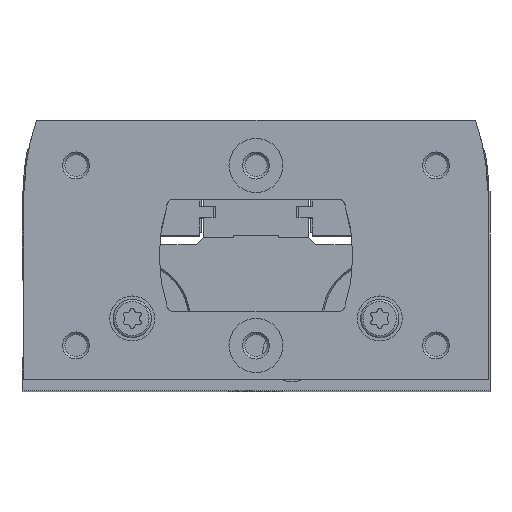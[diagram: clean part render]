
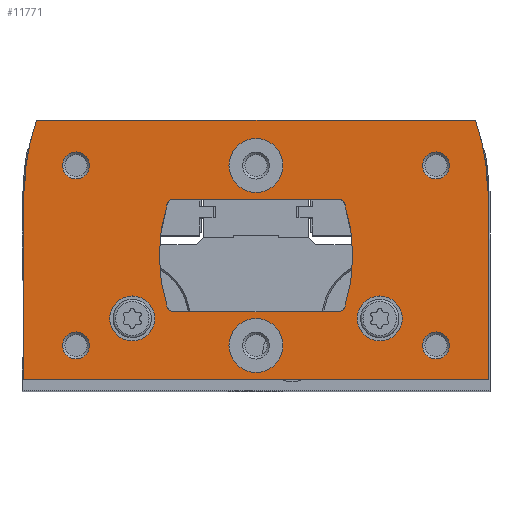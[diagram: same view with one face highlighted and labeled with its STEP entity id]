
A CAD part, top view. The second image highlights one B-rep face of the part: STEP entity #11771.
In plain terms, the highlighted planar face has unit normal (0, 0, 1).
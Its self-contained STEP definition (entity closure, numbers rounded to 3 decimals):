
#515=LINE('',#18207,#1261);
#520=LINE('',#18217,#1266);
#539=LINE('',#18266,#1285);
#545=LINE('',#18278,#1291);
#559=LINE('',#18349,#1305);
#561=LINE('',#18352,#1307);
#562=LINE('',#18386,#1308);
#563=LINE('',#18406,#1309);
#1261=VECTOR('',#14840,1000.);
#1266=VECTOR('',#14847,1000.);
#1285=VECTOR('',#14884,1000.);
#1291=VECTOR('',#14894,1000.);
#1305=VECTOR('',#14946,1000.);
#1307=VECTOR('',#14950,1000.);
#1308=VECTOR('',#14985,1000.);
#1309=VECTOR('',#15006,1000.);
#1752=PLANE('',#12711);
#3181=ORIENTED_EDGE('',*,*,#5445,.F.);
#3182=ORIENTED_EDGE('',*,*,#5446,.F.);
#3183=ORIENTED_EDGE('',*,*,#5447,.T.);
#3184=ORIENTED_EDGE('',*,*,#5448,.T.);
#3185=ORIENTED_EDGE('',*,*,#5449,.T.);
#3186=ORIENTED_EDGE('',*,*,#5450,.T.);
#3187=ORIENTED_EDGE('',*,*,#5451,.T.);
#3188=ORIENTED_EDGE('',*,*,#5452,.T.);
#3189=ORIENTED_EDGE('',*,*,#5408,.F.);
#3190=ORIENTED_EDGE('',*,*,#5425,.F.);
#3191=ORIENTED_EDGE('',*,*,#5420,.F.);
#3192=ORIENTED_EDGE('',*,*,#5417,.F.);
#3193=ORIENTED_EDGE('',*,*,#5453,.F.);
#3194=ORIENTED_EDGE('',*,*,#5454,.F.);
#3195=ORIENTED_EDGE('',*,*,#5455,.F.);
#3196=ORIENTED_EDGE('',*,*,#5411,.F.);
#3197=ORIENTED_EDGE('',*,*,#5395,.T.);
#3198=ORIENTED_EDGE('',*,*,#5389,.T.);
#3199=ORIENTED_EDGE('',*,*,#5427,.T.);
#3200=ORIENTED_EDGE('',*,*,#5359,.T.);
#3201=ORIENTED_EDGE('',*,*,#5364,.T.);
#3202=ORIENTED_EDGE('',*,*,#5368,.T.);
#3203=ORIENTED_EDGE('',*,*,#5444,.T.);
#3204=ORIENTED_EDGE('',*,*,#5401,.T.);
#5359=EDGE_CURVE('',#6613,#6612,#515,.T.);
#5364=EDGE_CURVE('',#6612,#6616,#520,.T.);
#5368=EDGE_CURVE('',#6616,#6618,#7388,.T.);
#5389=EDGE_CURVE('',#6635,#6637,#539,.T.);
#5395=EDGE_CURVE('',#6641,#6635,#545,.T.);
#5401=EDGE_CURVE('',#6646,#6641,#7394,.T.);
#5408=EDGE_CURVE('',#6650,#6651,#7397,.T.);
#5411=EDGE_CURVE('',#6651,#6652,#7398,.T.);
#5417=EDGE_CURVE('',#6656,#6657,#7401,.T.);
#5420=EDGE_CURVE('',#6657,#6659,#7402,.T.);
#5425=EDGE_CURVE('',#6659,#6650,#559,.T.);
#5427=EDGE_CURVE('',#6637,#6613,#561,.T.);
#5444=EDGE_CURVE('',#6618,#6646,#562,.T.);
#5445=EDGE_CURVE('',#6678,#6678,#7421,.T.);
#5446=EDGE_CURVE('',#6679,#6679,#7422,.T.);
#5447=EDGE_CURVE('',#6680,#6680,#7423,.T.);
#5448=EDGE_CURVE('',#6681,#6681,#7424,.T.);
#5449=EDGE_CURVE('',#6682,#6682,#7425,.T.);
#5450=EDGE_CURVE('',#6683,#6683,#7426,.T.);
#5451=EDGE_CURVE('',#6684,#6684,#7427,.T.);
#5452=EDGE_CURVE('',#6685,#6685,#7428,.T.);
#5453=EDGE_CURVE('',#6686,#6656,#7429,.T.);
#5454=EDGE_CURVE('',#6687,#6686,#563,.T.);
#5455=EDGE_CURVE('',#6652,#6687,#7430,.T.);
#6612=VERTEX_POINT('',#18206);
#6613=VERTEX_POINT('',#18208);
#6616=VERTEX_POINT('',#18216);
#6618=VERTEX_POINT('',#18223);
#6635=VERTEX_POINT('',#18260);
#6637=VERTEX_POINT('',#18265);
#6641=VERTEX_POINT('',#18276);
#6646=VERTEX_POINT('',#18291);
#6650=VERTEX_POINT('',#18306);
#6651=VERTEX_POINT('',#18308);
#6652=VERTEX_POINT('',#18316);
#6656=VERTEX_POINT('',#18329);
#6657=VERTEX_POINT('',#18331);
#6659=VERTEX_POINT('',#18341);
#6678=VERTEX_POINT('',#18389);
#6679=VERTEX_POINT('',#18391);
#6680=VERTEX_POINT('',#18393);
#6681=VERTEX_POINT('',#18395);
#6682=VERTEX_POINT('',#18397);
#6683=VERTEX_POINT('',#18399);
#6684=VERTEX_POINT('',#18401);
#6685=VERTEX_POINT('',#18403);
#6686=VERTEX_POINT('',#18405);
#6687=VERTEX_POINT('',#18407);
#7388=CIRCLE('',#12665,46.);
#7394=CIRCLE('',#12677,46.);
#7397=CIRCLE('',#12681,1.5);
#7398=CIRCLE('',#12683,38.);
#7401=CIRCLE('',#12687,38.);
#7402=CIRCLE('',#12689,1.5);
#7421=CIRCLE('',#12712,5.);
#7422=CIRCLE('',#12713,5.);
#7423=CIRCLE('',#12714,6.);
#7424=CIRCLE('',#12715,6.);
#7425=CIRCLE('',#12716,3.);
#7426=CIRCLE('',#12717,3.);
#7427=CIRCLE('',#12718,3.);
#7428=CIRCLE('',#12719,3.);
#7429=CIRCLE('',#12720,1.5);
#7430=CIRCLE('',#12721,1.5);
#8156=EDGE_LOOP('',(#3181));
#8157=EDGE_LOOP('',(#3182));
#8158=EDGE_LOOP('',(#3183));
#8159=EDGE_LOOP('',(#3184));
#8160=EDGE_LOOP('',(#3185));
#8161=EDGE_LOOP('',(#3186));
#8162=EDGE_LOOP('',(#3187));
#8163=EDGE_LOOP('',(#3188));
#8164=EDGE_LOOP('',(#3189,#3190,#3191,#3192,#3193,#3194,#3195,#3196));
#8165=EDGE_LOOP('',(#3197,#3198,#3199,#3200,#3201,#3202,#3203,#3204));
#9062=FACE_BOUND('',#8156,.T.);
#9063=FACE_BOUND('',#8157,.T.);
#9064=FACE_BOUND('',#8158,.T.);
#9065=FACE_BOUND('',#8159,.T.);
#9066=FACE_BOUND('',#8160,.T.);
#9067=FACE_BOUND('',#8161,.T.);
#9068=FACE_BOUND('',#8162,.T.);
#9069=FACE_BOUND('',#8163,.T.);
#9070=FACE_BOUND('',#8164,.T.);
#9071=FACE_BOUND('',#8165,.T.);
#11771=ADVANCED_FACE('',(#9062,#9063,#9064,#9065,#9066,#9067,#9068,#9069,
#9070,#9071),#1752,.T.);
#12665=AXIS2_PLACEMENT_3D('',#18224,#14854,#14855);
#12677=AXIS2_PLACEMENT_3D('',#18290,#14905,#14906);
#12681=AXIS2_PLACEMENT_3D('',#18307,#14916,#14917);
#12683=AXIS2_PLACEMENT_3D('',#18315,#14921,#14922);
#12687=AXIS2_PLACEMENT_3D('',#18330,#14931,#14932);
#12689=AXIS2_PLACEMENT_3D('',#18340,#14936,#14937);
#12711=AXIS2_PLACEMENT_3D('',#18387,#14986,#14987);
#12712=AXIS2_PLACEMENT_3D('',#18388,#14988,#14989);
#12713=AXIS2_PLACEMENT_3D('',#18390,#14990,#14991);
#12714=AXIS2_PLACEMENT_3D('',#18392,#14992,#14993);
#12715=AXIS2_PLACEMENT_3D('',#18394,#14994,#14995);
#12716=AXIS2_PLACEMENT_3D('',#18396,#14996,#14997);
#12717=AXIS2_PLACEMENT_3D('',#18398,#14998,#14999);
#12718=AXIS2_PLACEMENT_3D('',#18400,#15000,#15001);
#12719=AXIS2_PLACEMENT_3D('',#18402,#15002,#15003);
#12720=AXIS2_PLACEMENT_3D('',#18404,#15004,#15005);
#12721=AXIS2_PLACEMENT_3D('',#18408,#15007,#15008);
#14840=DIRECTION('',(0.,1.,0.));
#14847=DIRECTION('',(-0.866,0.5,0.));
#14854=DIRECTION('',(0.,0.,1.));
#14855=DIRECTION('',(1.,0.,0.));
#14884=DIRECTION('',(0.,-1.,0.));
#14894=DIRECTION('',(-0.866,-0.5,0.));
#14905=DIRECTION('',(0.,0.,1.));
#14906=DIRECTION('',(1.,0.,0.));
#14916=DIRECTION('',(0.,0.,1.));
#14917=DIRECTION('',(1.,0.,0.));
#14921=DIRECTION('',(0.,0.,1.));
#14922=DIRECTION('',(1.,0.,0.));
#14931=DIRECTION('',(0.,0.,1.));
#14932=DIRECTION('',(1.,0.,0.));
#14936=DIRECTION('',(0.,0.,1.));
#14937=DIRECTION('',(1.,0.,0.));
#14946=DIRECTION('',(-1.,0.,0.));
#14950=DIRECTION('',(1.,0.,0.));
#14985=DIRECTION('',(-1.,0.,0.));
#14986=DIRECTION('',(0.,0.,1.));
#14987=DIRECTION('',(1.,0.,0.));
#14988=DIRECTION('',(0.,0.,1.));
#14989=DIRECTION('',(1.,0.,0.));
#14990=DIRECTION('',(0.,0.,1.));
#14991=DIRECTION('',(1.,0.,0.));
#14992=DIRECTION('',(0.,0.,-1.));
#14993=DIRECTION('',(-1.,0.,0.));
#14994=DIRECTION('',(0.,0.,-1.));
#14995=DIRECTION('',(-1.,0.,0.));
#14996=DIRECTION('',(0.,0.,-1.));
#14997=DIRECTION('',(-1.,0.,0.));
#14998=DIRECTION('',(0.,0.,-1.));
#14999=DIRECTION('',(-1.,0.,0.));
#15000=DIRECTION('',(0.,0.,-1.));
#15001=DIRECTION('',(-1.,0.,0.));
#15002=DIRECTION('',(0.,0.,-1.));
#15003=DIRECTION('',(-1.,0.,0.));
#15004=DIRECTION('',(0.,0.,1.));
#15005=DIRECTION('',(1.,0.,0.));
#15006=DIRECTION('',(1.,0.,0.));
#15007=DIRECTION('',(0.,0.,1.));
#15008=DIRECTION('',(1.,0.,0.));
#18206=CARTESIAN_POINT('',(51.75,41.827,0.));
#18207=CARTESIAN_POINT('',(51.75,0.,0.));
#18208=CARTESIAN_POINT('',(51.75,0.,0.));
#18216=CARTESIAN_POINT('',(51.45,42.,0.));
#18217=CARTESIAN_POINT('',(51.75,41.827,0.));
#18223=CARTESIAN_POINT('',(48.76,57.5,0.));
#18224=CARTESIAN_POINT('',(5.45,42.,0.));
#18260=CARTESIAN_POINT('',(-51.75,41.827,0.));
#18265=CARTESIAN_POINT('',(-51.75,0.,0.));
#18266=CARTESIAN_POINT('',(-51.75,41.827,0.));
#18276=CARTESIAN_POINT('',(-51.45,42.,0.));
#18278=CARTESIAN_POINT('',(-51.45,42.,0.));
#18290=CARTESIAN_POINT('',(-5.45,42.,0.));
#18291=CARTESIAN_POINT('',(-48.76,57.5,0.));
#18306=CARTESIAN_POINT('',(-18.303,40.,0.));
#18307=CARTESIAN_POINT('',(-18.303,38.5,0.));
#18308=CARTESIAN_POINT('',(-19.733,38.952,0.));
#18315=CARTESIAN_POINT('',(16.5,27.5,0.));
#18316=CARTESIAN_POINT('',(-19.733,16.048,0.));
#18329=CARTESIAN_POINT('',(19.733,16.048,0.));
#18330=CARTESIAN_POINT('',(-16.5,27.5,0.));
#18331=CARTESIAN_POINT('',(19.733,38.952,0.));
#18340=CARTESIAN_POINT('',(18.303,38.5,0.));
#18341=CARTESIAN_POINT('',(18.303,40.,0.));
#18349=CARTESIAN_POINT('',(18.303,40.,0.));
#18352=CARTESIAN_POINT('',(-51.75,0.,0.));
#18386=CARTESIAN_POINT('',(48.76,57.5,0.));
#18387=CARTESIAN_POINT('',(5.45,42.,0.));
#18388=CARTESIAN_POINT('',(-27.5,13.5,0.));
#18389=CARTESIAN_POINT('',(-22.5,13.5,0.));
#18390=CARTESIAN_POINT('',(27.5,13.5,0.));
#18391=CARTESIAN_POINT('',(32.5,13.5,0.));
#18392=CARTESIAN_POINT('',(0.,7.5,0.));
#18393=CARTESIAN_POINT('',(-6.,7.5,0.));
#18394=CARTESIAN_POINT('',(0.,47.5,0.));
#18395=CARTESIAN_POINT('',(-6.,47.5,0.));
#18396=CARTESIAN_POINT('',(40.,7.5,0.));
#18397=CARTESIAN_POINT('',(37.,7.5,0.));
#18398=CARTESIAN_POINT('',(-40.,7.5,0.));
#18399=CARTESIAN_POINT('',(-43.,7.5,0.));
#18400=CARTESIAN_POINT('',(-40.,47.5,0.));
#18401=CARTESIAN_POINT('',(-43.,47.5,0.));
#18402=CARTESIAN_POINT('',(40.,47.5,0.));
#18403=CARTESIAN_POINT('',(37.,47.5,0.));
#18404=CARTESIAN_POINT('',(18.303,16.5,0.));
#18405=CARTESIAN_POINT('',(18.303,15.,0.));
#18406=CARTESIAN_POINT('',(-18.303,15.,0.));
#18407=CARTESIAN_POINT('',(-18.303,15.,0.));
#18408=CARTESIAN_POINT('',(-18.303,16.5,0.));
